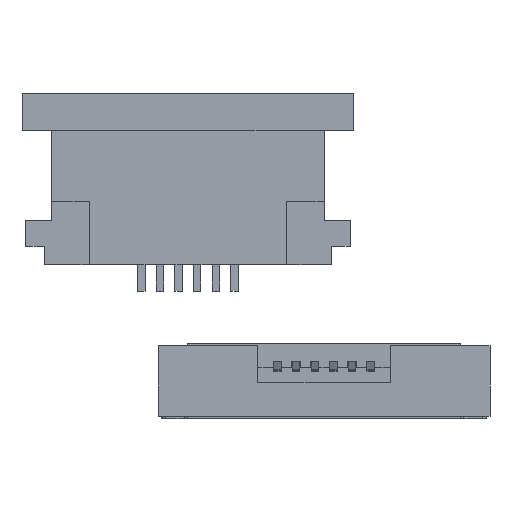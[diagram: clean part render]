
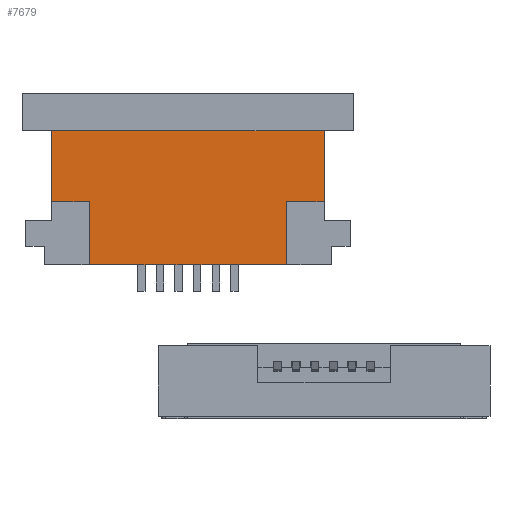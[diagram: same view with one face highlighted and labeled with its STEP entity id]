
A CAD part, front view. The second image highlights one B-rep face of the part: STEP entity #7679.
In plain terms, the highlighted planar face has unit normal (0, -1, 0).
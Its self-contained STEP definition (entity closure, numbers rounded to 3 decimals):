
#318 = CARTESIAN_POINT ( 'NONE',  ( -7.3, -3.386, 2.424 ) ) ;
#505 = ORIENTED_EDGE ( 'NONE', *, *, #10724, .T. ) ;
#568 = CARTESIAN_POINT ( 'NONE',  ( -6.3, -3.386, 0.724 ) ) ;
#1141 = ORIENTED_EDGE ( 'NONE', *, *, #3573, .T. ) ;
#1276 = VECTOR ( 'NONE', #12716, 1000. ) ;
#1309 = ORIENTED_EDGE ( 'NONE', *, *, #10464, .T. ) ;
#1471 = CARTESIAN_POINT ( 'NONE',  ( -2.15, -3.386, 0.724 ) ) ;
#1604 = DIRECTION ( 'NONE',  ( 1., 0., 0. ) ) ;
#1773 = DIRECTION ( 'NONE',  ( 0., 0., -1. ) ) ;
#1778 = AXIS2_PLACEMENT_3D ( 'NONE', #8249, #15427, #20658 ) ;
#1914 = DIRECTION ( 'NONE',  ( 1., 0., 0. ) ) ;
#2471 = CARTESIAN_POINT ( 'NONE',  ( -5., -3.386, 0.724 ) ) ;
#2686 = CARTESIAN_POINT ( 'NONE',  ( -2.8, -3.386, 0.724 ) ) ;
#2696 = LINE ( 'NONE', #6755, #2700 ) ;
#2700 = VECTOR ( 'NONE', #22979, 1000. ) ;
#2823 = CARTESIAN_POINT ( 'NONE',  ( -1., -3.386, 2.424 ) ) ;
#3018 = VECTOR ( 'NONE', #14567, 1000. ) ;
#3525 = LINE ( 'NONE', #3637, #20282 ) ;
#3573 = EDGE_CURVE ( 'NONE', #7996, #16380, #15850, .T. ) ;
#3637 = CARTESIAN_POINT ( 'NONE',  ( -1., -3.386, 4.324 ) ) ;
#3729 = VECTOR ( 'NONE', #1604, 1000. ) ;
#4017 = EDGE_CURVE ( 'NONE', #20661, #12960, #18164, .T. ) ;
#4081 = VERTEX_POINT ( 'NONE', #14978 ) ;
#4154 = LINE ( 'NONE', #9445, #13811 ) ;
#4161 = VECTOR ( 'NONE', #1914, 1000. ) ;
#4524 = VERTEX_POINT ( 'NONE', #18184 ) ;
#4537 = VERTEX_POINT ( 'NONE', #18894 ) ;
#4651 = EDGE_LOOP ( 'NONE', ( #8334, #19442, #15098, #8727, #18857, #8860, #505, #17278, #20169, #16205, #20125, #22110, #13981, #9756, #22752, #22854, #1141, #1309 ) ) ;
#4749 = CARTESIAN_POINT ( 'NONE',  ( -7.3, -3.386, 4.324 ) ) ;
#4858 = CARTESIAN_POINT ( 'NONE',  ( -2.15, -3.386, 0.724 ) ) ;
#4953 = LINE ( 'NONE', #14056, #21034 ) ;
#5489 = CARTESIAN_POINT ( 'NONE',  ( -2.15, -3.386, 2.424 ) ) ;
#5503 = LINE ( 'NONE', #1471, #1276 ) ;
#5508 = LINE ( 'NONE', #23546, #3729 ) ;
#5682 = EDGE_CURVE ( 'NONE', #4081, #12960, #16030, .T. ) ;
#5769 = VERTEX_POINT ( 'NONE', #15679 ) ;
#6086 = CARTESIAN_POINT ( 'NONE',  ( 0., -3.386, 2.424 ) ) ;
#6411 = CARTESIAN_POINT ( 'NONE',  ( -3., -3.386, 0.724 ) ) ;
#6552 = VECTOR ( 'NONE', #7683, 1000. ) ;
#6755 = CARTESIAN_POINT ( 'NONE',  ( -2.15, -3.386, 0.724 ) ) ;
#6909 = LINE ( 'NONE', #8358, #17220 ) ;
#7679 = ADVANCED_FACE ( 'NONE', ( #16615 ), #20292, .T. ) ;
#7683 = DIRECTION ( 'NONE',  ( 1., 0., 0. ) ) ;
#7876 = CARTESIAN_POINT ( 'NONE',  ( -1., -3.386, 0.724 ) ) ;
#7996 = VERTEX_POINT ( 'NONE', #318 ) ;
#8039 = VECTOR ( 'NONE', #19507, 1000. ) ;
#8235 = LINE ( 'NONE', #4749, #16071 ) ;
#8249 = CARTESIAN_POINT ( 'NONE',  ( -2.15, -3.386, 4.324 ) ) ;
#8334 = ORIENTED_EDGE ( 'NONE', *, *, #23558, .T. ) ;
#8358 = CARTESIAN_POINT ( 'NONE',  ( -2.15, -3.386, 0.724 ) ) ;
#8397 = CARTESIAN_POINT ( 'NONE',  ( -2.15, -3.386, 0.724 ) ) ;
#8727 = ORIENTED_EDGE ( 'NONE', *, *, #20631, .T. ) ;
#8800 = VECTOR ( 'NONE', #23036, 1000. ) ;
#8860 = ORIENTED_EDGE ( 'NONE', *, *, #18608, .T. ) ;
#9445 = CARTESIAN_POINT ( 'NONE',  ( -2.15, -3.386, 0.724 ) ) ;
#9447 = CARTESIAN_POINT ( 'NONE',  ( -6.3, -3.386, 4.324 ) ) ;
#9520 = DIRECTION ( 'NONE',  ( 0., 0., 1. ) ) ;
#9756 = ORIENTED_EDGE ( 'NONE', *, *, #5682, .F. ) ;
#9853 = EDGE_CURVE ( 'NONE', #18545, #14529, #5508, .T. ) ;
#10464 = EDGE_CURVE ( 'NONE', #16380, #17749, #18488, .T. ) ;
#10565 = EDGE_CURVE ( 'NONE', #14529, #18469, #20146, .T. ) ;
#10585 = CARTESIAN_POINT ( 'NONE',  ( -2.15, -3.386, 2.424 ) ) ;
#10716 = DIRECTION ( 'NONE',  ( 1., 0., 0. ) ) ;
#10724 = EDGE_CURVE ( 'NONE', #4537, #16517, #19761, .T. ) ;
#10728 = DIRECTION ( 'NONE',  ( 1., 0., 0. ) ) ;
#11105 = CARTESIAN_POINT ( 'NONE',  ( -6.3, -3.386, 2.424 ) ) ;
#11803 = VECTOR ( 'NONE', #1773, 1000. ) ;
#12180 = EDGE_CURVE ( 'NONE', #16517, #19877, #6909, .T. ) ;
#12189 = LINE ( 'NONE', #19335, #16150 ) ;
#12716 = DIRECTION ( 'NONE',  ( 1., 0., 0. ) ) ;
#12848 = LINE ( 'NONE', #20354, #21864 ) ;
#12960 = VERTEX_POINT ( 'NONE', #6086 ) ;
#13151 = CARTESIAN_POINT ( 'NONE',  ( -2.15, -3.386, 0.724 ) ) ;
#13519 = EDGE_CURVE ( 'NONE', #20527, #15731, #17576, .T. ) ;
#13811 = VECTOR ( 'NONE', #16712, 1000. ) ;
#13981 = ORIENTED_EDGE ( 'NONE', *, *, #4017, .T. ) ;
#14056 = CARTESIAN_POINT ( 'NONE',  ( -2.15, -3.386, 0.724 ) ) ;
#14393 = EDGE_CURVE ( 'NONE', #18469, #20661, #3525, .T. ) ;
#14529 = VERTEX_POINT ( 'NONE', #2686 ) ;
#14567 = DIRECTION ( 'NONE',  ( 1., 0., 0. ) ) ;
#14978 = CARTESIAN_POINT ( 'NONE',  ( 0., -3.386, 4.324 ) ) ;
#15098 = ORIENTED_EDGE ( 'NONE', *, *, #15593, .T. ) ;
#15118 = CARTESIAN_POINT ( 'NONE',  ( -3.3, -3.386, 0.724 ) ) ;
#15427 = DIRECTION ( 'NONE',  ( 0., -1., 0. ) ) ;
#15593 = EDGE_CURVE ( 'NONE', #15731, #5769, #4154, .T. ) ;
#15649 = DIRECTION ( 'NONE',  ( 1., 0., 0. ) ) ;
#15679 = CARTESIAN_POINT ( 'NONE',  ( -4.5, -3.386, 0.724 ) ) ;
#15731 = VERTEX_POINT ( 'NONE', #22651 ) ;
#15751 = VERTEX_POINT ( 'NONE', #17995 ) ;
#15797 = CARTESIAN_POINT ( 'NONE',  ( 0., -3.386, 4.324 ) ) ;
#15850 = LINE ( 'NONE', #10585, #8039 ) ;
#16030 = LINE ( 'NONE', #15797, #8800 ) ;
#16071 = VECTOR ( 'NONE', #19311, 1000. ) ;
#16150 = VECTOR ( 'NONE', #21354, 1000. ) ;
#16205 = ORIENTED_EDGE ( 'NONE', *, *, #9853, .T. ) ;
#16380 = VERTEX_POINT ( 'NONE', #11105 ) ;
#16517 = VERTEX_POINT ( 'NONE', #18728 ) ;
#16582 = EDGE_CURVE ( 'NONE', #21403, #7996, #8235, .T. ) ;
#16615 = FACE_OUTER_BOUND ( 'NONE', #4651, .T. ) ;
#16712 = DIRECTION ( 'NONE',  ( 1., 0., 0. ) ) ;
#17195 = CARTESIAN_POINT ( 'NONE',  ( -2.15, -3.386, 0.724 ) ) ;
#17220 = VECTOR ( 'NONE', #15649, 1000. ) ;
#17278 = ORIENTED_EDGE ( 'NONE', *, *, #12180, .T. ) ;
#17325 = LINE ( 'NONE', #17195, #6552 ) ;
#17576 = LINE ( 'NONE', #8397, #19858 ) ;
#17749 = VERTEX_POINT ( 'NONE', #568 ) ;
#17906 = VECTOR ( 'NONE', #10728, 1000. ) ;
#17995 = CARTESIAN_POINT ( 'NONE',  ( -4., -3.386, 0.724 ) ) ;
#18164 = LINE ( 'NONE', #5489, #4161 ) ;
#18184 = CARTESIAN_POINT ( 'NONE',  ( -4.3, -3.386, 0.724 ) ) ;
#18469 = VERTEX_POINT ( 'NONE', #7876 ) ;
#18488 = LINE ( 'NONE', #9447, #11803 ) ;
#18545 = VERTEX_POINT ( 'NONE', #6411 ) ;
#18608 = EDGE_CURVE ( 'NONE', #15751, #4537, #4953, .T. ) ;
#18670 = CARTESIAN_POINT ( 'NONE',  ( -7.3, -3.386, 4.324 ) ) ;
#18728 = CARTESIAN_POINT ( 'NONE',  ( -3.5, -3.386, 0.724 ) ) ;
#18857 = ORIENTED_EDGE ( 'NONE', *, *, #19151, .T. ) ;
#18894 = CARTESIAN_POINT ( 'NONE',  ( -3.8, -3.386, 0.724 ) ) ;
#19151 = EDGE_CURVE ( 'NONE', #4524, #15751, #12189, .T. ) ;
#19311 = DIRECTION ( 'NONE',  ( 0., 0., -1. ) ) ;
#19335 = CARTESIAN_POINT ( 'NONE',  ( -2.15, -3.386, 0.724 ) ) ;
#19442 = ORIENTED_EDGE ( 'NONE', *, *, #13519, .T. ) ;
#19507 = DIRECTION ( 'NONE',  ( 1., 0., 0. ) ) ;
#19761 = LINE ( 'NONE', #4858, #17906 ) ;
#19858 = VECTOR ( 'NONE', #22930, 1000. ) ;
#19877 = VERTEX_POINT ( 'NONE', #15118 ) ;
#20125 = ORIENTED_EDGE ( 'NONE', *, *, #10565, .T. ) ;
#20146 = LINE ( 'NONE', #13151, #3018 ) ;
#20169 = ORIENTED_EDGE ( 'NONE', *, *, #21732, .T. ) ;
#20282 = VECTOR ( 'NONE', #9520, 1000. ) ;
#20292 = PLANE ( 'NONE',  #1778 ) ;
#20354 = CARTESIAN_POINT ( 'NONE',  ( -2.15, -3.386, 4.324 ) ) ;
#20527 = VERTEX_POINT ( 'NONE', #2471 ) ;
#20631 = EDGE_CURVE ( 'NONE', #5769, #4524, #2696, .T. ) ;
#20658 = DIRECTION ( 'NONE',  ( 0., 0., -1. ) ) ;
#20661 = VERTEX_POINT ( 'NONE', #2823 ) ;
#21034 = VECTOR ( 'NONE', #10716, 1000. ) ;
#21354 = DIRECTION ( 'NONE',  ( 1., 0., 0. ) ) ;
#21403 = VERTEX_POINT ( 'NONE', #18670 ) ;
#21732 = EDGE_CURVE ( 'NONE', #19877, #18545, #17325, .T. ) ;
#21864 = VECTOR ( 'NONE', #22001, 1000. ) ;
#22001 = DIRECTION ( 'NONE',  ( 1., 0., 0. ) ) ;
#22110 = ORIENTED_EDGE ( 'NONE', *, *, #14393, .T. ) ;
#22651 = CARTESIAN_POINT ( 'NONE',  ( -4.8, -3.386, 0.724 ) ) ;
#22752 = ORIENTED_EDGE ( 'NONE', *, *, #22954, .F. ) ;
#22854 = ORIENTED_EDGE ( 'NONE', *, *, #16582, .T. ) ;
#22930 = DIRECTION ( 'NONE',  ( 1., 0., 0. ) ) ;
#22954 = EDGE_CURVE ( 'NONE', #21403, #4081, #12848, .T. ) ;
#22979 = DIRECTION ( 'NONE',  ( 1., 0., 0. ) ) ;
#23036 = DIRECTION ( 'NONE',  ( 0., 0., -1. ) ) ;
#23546 = CARTESIAN_POINT ( 'NONE',  ( -2.15, -3.386, 0.724 ) ) ;
#23558 = EDGE_CURVE ( 'NONE', #17749, #20527, #5503, .T. ) ;
